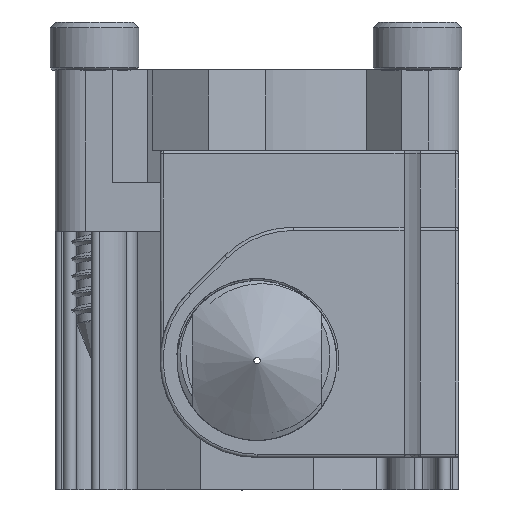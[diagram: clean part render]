
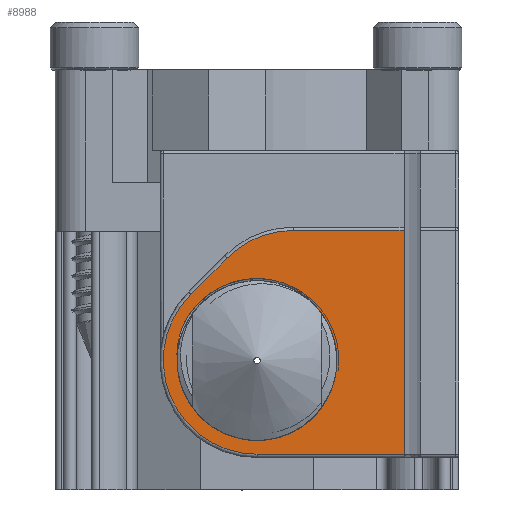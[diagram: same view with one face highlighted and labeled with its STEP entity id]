
A CAD part, front view. The second image highlights one B-rep face of the part: STEP entity #8988.
In plain terms, the highlighted planar face has unit normal (0, -1, 0).
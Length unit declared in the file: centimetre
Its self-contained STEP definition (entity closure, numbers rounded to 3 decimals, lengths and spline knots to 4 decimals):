
#359=PLANE('',#9778);
#828=LINE('',#18312,#1424);
#829=LINE('',#18323,#1425);
#831=LINE('',#18335,#1427);
#833=LINE('',#18338,#1429);
#1424=VECTOR('',#11530,1.);
#1425=VECTOR('',#11543,1.);
#1427=VECTOR('',#11557,1.);
#1429=VECTOR('',#11561,1.);
#1729=FACE_BOUND('',#2669,.T.);
#2075=FACE_OUTER_BOUND('',#2668,.T.);
#2668=EDGE_LOOP('',(#7422,#7423,#7424,#7425,#7426,#7427));
#2669=EDGE_LOOP('',(#7428,#7429,#7430,#7431));
#3230=CIRCLE('',#9768,0.58);
#3234=CIRCLE('',#9774,0.58);
#3237=CIRCLE('',#9779,0.4518);
#3238=CIRCLE('',#9780,0.5074);
#3484=B_SPLINE_CURVE_WITH_KNOTS('',3,(#18341,#18342,#18343,#18344,#18345,
#18346,#18347,#18348,#18349,#18350,#18351,#18352,#18353,#18354,#18355,#18356),
 .UNSPECIFIED.,.F.,.F.,(4,3,3,3,3,4),(0.,0.2514,0.4962,
0.7341,0.9648,0.9724),.UNSPECIFIED.);
#3485=B_SPLINE_CURVE_WITH_KNOTS('',3,(#18360,#18361,#18362,#18363,#18364,
#18365,#18366,#18367,#18368,#18369,#18370,#18371,#18372,#18373,#18374,#18375),
 .UNSPECIFIED.,.F.,.F.,(4,3,3,3,3,4),(0.,0.2303,0.4675,
0.7114,0.9615,0.97),.UNSPECIFIED.);
#4203=VERTEX_POINT('',#18305);
#4206=VERTEX_POINT('',#18310);
#4208=VERTEX_POINT('',#18315);
#4210=VERTEX_POINT('',#18321);
#4212=VERTEX_POINT('',#18327);
#4214=VERTEX_POINT('',#18333);
#4215=VERTEX_POINT('',#18339);
#4216=VERTEX_POINT('',#18340);
#4217=VERTEX_POINT('',#18357);
#4218=VERTEX_POINT('',#18359);
#5335=EDGE_CURVE('',#4206,#4203,#828,.T.);
#5337=EDGE_CURVE('',#4208,#4206,#3230,.T.);
#5340=EDGE_CURVE('',#4210,#4208,#829,.T.);
#5343=EDGE_CURVE('',#4212,#4210,#3234,.T.);
#5346=EDGE_CURVE('',#4214,#4212,#831,.T.);
#5348=EDGE_CURVE('',#4214,#4203,#833,.T.);
#5349=EDGE_CURVE('',#4215,#4216,#3484,.T.);
#5350=EDGE_CURVE('',#4216,#4217,#3237,.T.);
#5351=EDGE_CURVE('',#4217,#4218,#3485,.T.);
#5352=EDGE_CURVE('',#4218,#4215,#3238,.T.);
#7422=ORIENTED_EDGE('',*,*,#5335,.F.);
#7423=ORIENTED_EDGE('',*,*,#5337,.F.);
#7424=ORIENTED_EDGE('',*,*,#5340,.F.);
#7425=ORIENTED_EDGE('',*,*,#5343,.F.);
#7426=ORIENTED_EDGE('',*,*,#5346,.F.);
#7427=ORIENTED_EDGE('',*,*,#5348,.T.);
#7428=ORIENTED_EDGE('',*,*,#5349,.T.);
#7429=ORIENTED_EDGE('',*,*,#5350,.T.);
#7430=ORIENTED_EDGE('',*,*,#5351,.T.);
#7431=ORIENTED_EDGE('',*,*,#5352,.T.);
#8988=ADVANCED_FACE('',(#2075,#1729),#359,.T.);
#9768=AXIS2_PLACEMENT_3D('',#18317,#11535,#11536);
#9774=AXIS2_PLACEMENT_3D('',#18329,#11549,#11550);
#9778=AXIS2_PLACEMENT_3D('',#18337,#11559,#11560);
#9779=AXIS2_PLACEMENT_3D('',#18358,#11562,#11563);
#9780=AXIS2_PLACEMENT_3D('',#18376,#11564,#11565);
#11530=DIRECTION('',(1.,0.,0.));
#11535=DIRECTION('center_axis',(0.,1.,0.));
#11536=DIRECTION('ref_axis',(-0.383,0.,0.924));
#11543=DIRECTION('',(0.707,0.,0.707));
#11549=DIRECTION('center_axis',(0.,1.,0.));
#11550=DIRECTION('ref_axis',(-0.924,0.,-0.383));
#11557=DIRECTION('',(-1.,0.,0.));
#11559=DIRECTION('center_axis',(0.,-1.,0.));
#11560=DIRECTION('ref_axis',(0.,0.,-1.));
#11561=DIRECTION('',(0.,0.,1.));
#11562=DIRECTION('center_axis',(0.,1.,0.));
#11563=DIRECTION('ref_axis',(0.,0.,-1.));
#11564=DIRECTION('center_axis',(0.,1.,0.));
#11565=DIRECTION('ref_axis',(0.,0.,-1.));
#18305=CARTESIAN_POINT('',(0.91,0.75,0.805));
#18310=CARTESIAN_POINT('',(0.225,0.75,0.805));
#18312=CARTESIAN_POINT('',(0.7875,0.75,0.805));
#18315=CARTESIAN_POINT('',(-0.1851,0.75,0.6351));
#18317=CARTESIAN_POINT('Origin',(0.225,0.75,0.225));
#18321=CARTESIAN_POINT('',(-0.4101,0.75,0.4101));
#18323=CARTESIAN_POINT('',(-0.1289,0.75,0.6914));
#18327=CARTESIAN_POINT('',(0.,0.75,-0.58));
#18329=CARTESIAN_POINT('Origin',(0.,0.75,
0.));
#18333=CARTESIAN_POINT('',(0.91,0.75,-0.58));
#18335=CARTESIAN_POINT('',(0.1625,0.75,-0.58));
#18337=CARTESIAN_POINT('Origin',(0.325,0.75,0.35));
#18338=CARTESIAN_POINT('',(0.91,0.75,0.825));
#18339=CARTESIAN_POINT('',(0.1691,0.75,0.4784));
#18340=CARTESIAN_POINT('',(0.3195,0.75,-0.3195));
#18341=CARTESIAN_POINT('Ctrl Pts',(0.1691,0.75,
0.4784));
#18342=CARTESIAN_POINT('Ctrl Pts',(0.2465,0.75,
0.4462));
#18343=CARTESIAN_POINT('Ctrl Pts',(0.3153,0.75,
0.3947));
#18344=CARTESIAN_POINT('Ctrl Pts',(0.3675,0.75,
0.3296));
#18345=CARTESIAN_POINT('Ctrl Pts',(0.4182,0.75,
0.2662));
#18346=CARTESIAN_POINT('Ctrl Pts',(0.4531,0.75,
0.1898));
#18347=CARTESIAN_POINT('Ctrl Pts',(0.4671,0.75,
0.1099));
#18348=CARTESIAN_POINT('Ctrl Pts',(0.4807,0.75,
0.0323));
#18349=CARTESIAN_POINT('Ctrl Pts',(0.4748,0.75,
-0.049));
#18350=CARTESIAN_POINT('Ctrl Pts',(0.4493,0.75,
-0.1238));
#18351=CARTESIAN_POINT('Ctrl Pts',(0.4247,0.75,
-0.1962));
#18352=CARTESIAN_POINT('Ctrl Pts',(0.3817,0.75,
-0.2627));
#18353=CARTESIAN_POINT('Ctrl Pts',(0.3251,0.75,
-0.3144));
#18354=CARTESIAN_POINT('Ctrl Pts',(0.3232,0.75,
-0.3161));
#18355=CARTESIAN_POINT('Ctrl Pts',(0.3214,0.75,-0.3178));
#18356=CARTESIAN_POINT('Ctrl Pts',(0.3195,0.75,
-0.3195));
#18357=CARTESIAN_POINT('',(0.,0.75,-0.4518));
#18358=CARTESIAN_POINT('Origin',(0.,0.75,0.));
#18359=CARTESIAN_POINT('',(-0.4578,0.75,0.2187));
#18360=CARTESIAN_POINT('Ctrl Pts',(0.,0.75,
-0.4518));
#18361=CARTESIAN_POINT('Ctrl Pts',(-0.0766,0.75,
-0.4565));
#18362=CARTESIAN_POINT('Ctrl Pts',(-0.154,0.75,
-0.4412));
#18363=CARTESIAN_POINT('Ctrl Pts',(-0.2232,0.75,
-0.4086));
#18364=CARTESIAN_POINT('Ctrl Pts',(-0.2944,0.75,
-0.375));
#18365=CARTESIAN_POINT('Ctrl Pts',(-0.357,0.75,
-0.3228));
#18366=CARTESIAN_POINT('Ctrl Pts',(-0.4033,0.75,
-0.2591));
#18367=CARTESIAN_POINT('Ctrl Pts',(-0.451,0.75,
-0.1935));
#18368=CARTESIAN_POINT('Ctrl Pts',(-0.4816,0.75,
-0.1156));
#18369=CARTESIAN_POINT('Ctrl Pts',(-0.4919,0.75,
-0.035));
#18370=CARTESIAN_POINT('Ctrl Pts',(-0.5025,0.75,
0.0477));
#18371=CARTESIAN_POINT('Ctrl Pts',(-0.4916,0.75,
0.1331));
#18372=CARTESIAN_POINT('Ctrl Pts',(-0.461,0.75,
0.2108));
#18373=CARTESIAN_POINT('Ctrl Pts',(-0.46,0.75,
0.2135));
#18374=CARTESIAN_POINT('Ctrl Pts',(-0.4589,0.75,
0.2161));
#18375=CARTESIAN_POINT('Ctrl Pts',(-0.4579,0.75,
0.2187));
#18376=CARTESIAN_POINT('Origin',(0.,0.75,0.));
